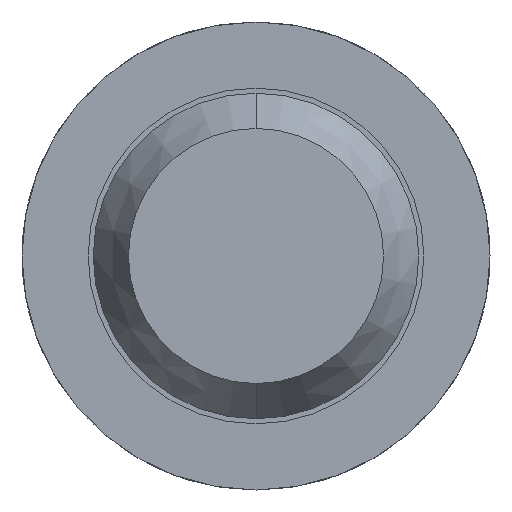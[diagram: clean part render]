
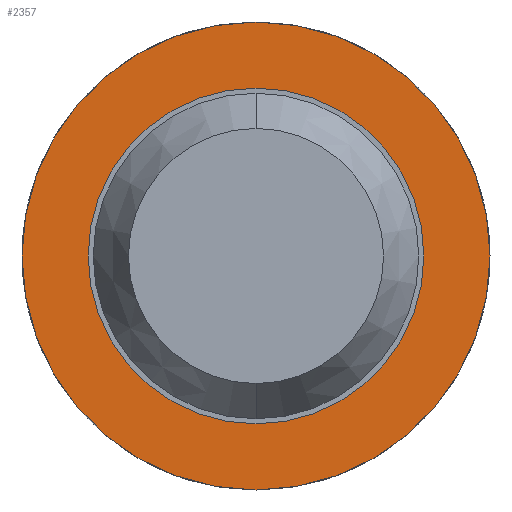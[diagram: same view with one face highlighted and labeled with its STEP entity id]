
A CAD part, front view. The second image highlights one B-rep face of the part: STEP entity #2357.
In plain terms, the highlighted planar face has unit normal (0, -1, 0).
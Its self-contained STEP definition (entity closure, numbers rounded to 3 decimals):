
#224 = FACE_OUTER_BOUND ( 'NONE', #3266, .T. ) ;
#429 = CIRCLE ( 'NONE', #3185, 0.825 ) ;
#547 = ORIENTED_EDGE ( 'NONE', *, *, #866, .T. ) ;
#845 = DIRECTION ( 'NONE',  ( 0., 1., 0. ) ) ;
#846 = CARTESIAN_POINT ( 'NONE',  ( 0., -1.7, 0. ) ) ;
#855 = DIRECTION ( 'NONE',  ( 0., 1., 0. ) ) ;
#866 = EDGE_CURVE ( 'Defeature ausgef�hrt2_14+Defeature ausgef�hrt2_13+Defeature ausgef�hrt2_13+Defeature ausgef�hrt2_13', #2322, #3499, #2965, .T. ) ;
#879 = CARTESIAN_POINT ( 'NONE',  ( 0., -1.7, -1.15 ) ) ;
#1232 = DIRECTION ( 'NONE',  ( 0., 0., 1. ) ) ;
#1421 = VERTEX_POINT ( 'NONE', #4495 ) ;
#1459 = EDGE_LOOP ( 'NONE', ( #547, #1461 ) ) ;
#1461 = ORIENTED_EDGE ( 'NONE', *, *, #4509, .T. ) ;
#1499 = DIRECTION ( 'NONE',  ( 0., 0., 1. ) ) ;
#1968 = DIRECTION ( 'NONE',  ( 0., 1., 0. ) ) ;
#2099 = EDGE_CURVE ( 'Defeature ausgef�hrt2_10+Defeature ausgef�hrt2_14+Defeature ausgef�hrt2_14+Defeature ausgef�hrt2_14', #1421, #3730, #3822, .T. ) ;
#2321 = DIRECTION ( 'NONE',  ( 0., 0., 1. ) ) ;
#2322 = VERTEX_POINT ( 'NONE', #4474 ) ;
#2357 = ADVANCED_FACE ( 'Defeature ausgef�hrt2_14', ( #224, #4061 ), #3794, .F. ) ;
#2402 = ORIENTED_EDGE ( 'NONE', *, *, #2099, .F. ) ;
#2525 = DIRECTION ( 'NONE',  ( 0., 0., 1. ) ) ;
#2743 = ORIENTED_EDGE ( 'NONE', *, *, #3469, .F. ) ;
#2965 = CIRCLE ( 'NONE', #3800, 0.825 ) ;
#3088 = DIRECTION ( 'NONE',  ( 0., 0., 1. ) ) ;
#3099 = AXIS2_PLACEMENT_3D ( 'NONE', #4504, #845, #2321 ) ;
#3155 = AXIS2_PLACEMENT_3D ( 'NONE', #3639, #3258, #2525 ) ;
#3185 = AXIS2_PLACEMENT_3D ( 'NONE', #846, #855, #1232 ) ;
#3258 = DIRECTION ( 'NONE',  ( 0., 1., 0. ) ) ;
#3266 = EDGE_LOOP ( 'NONE', ( #2402, #2743 ) ) ;
#3326 = DIRECTION ( 'NONE',  ( 0., 1., 0. ) ) ;
#3469 = EDGE_CURVE ( 'Defeature ausgef�hrt2_10+Defeature ausgef�hrt2_14+Defeature ausgef�hrt2_14+Defeature ausgef�hrt2_14', #3730, #1421, #3775, .T. ) ;
#3499 = VERTEX_POINT ( 'NONE', #4024 ) ;
#3639 = CARTESIAN_POINT ( 'NONE',  ( 0., -1.7, 0. ) ) ;
#3720 = CARTESIAN_POINT ( 'NONE',  ( 0., -1.7, 0. ) ) ;
#3730 = VERTEX_POINT ( 'NONE', #879 ) ;
#3775 = CIRCLE ( 'NONE', #3155, 1.15 ) ;
#3794 = PLANE ( 'NONE',  #3099 ) ;
#3800 = AXIS2_PLACEMENT_3D ( 'NONE', #3938, #1968, #3088 ) ;
#3822 = CIRCLE ( 'NONE', #3888, 1.15 ) ;
#3888 = AXIS2_PLACEMENT_3D ( 'NONE', #3720, #3326, #1499 ) ;
#3938 = CARTESIAN_POINT ( 'NONE',  ( 0., -1.7, 0. ) ) ;
#4024 = CARTESIAN_POINT ( 'NONE',  ( 0., -1.7, -0.825 ) ) ;
#4061 = FACE_BOUND ( 'NONE', #1459, .T. ) ;
#4474 = CARTESIAN_POINT ( 'NONE',  ( 0., -1.7, 0.825 ) ) ;
#4495 = CARTESIAN_POINT ( 'NONE',  ( 0., -1.7, 1.15 ) ) ;
#4504 = CARTESIAN_POINT ( 'NONE',  ( 0.825, -1.7, 0. ) ) ;
#4509 = EDGE_CURVE ( 'Defeature ausgef�hrt2_14+Defeature ausgef�hrt2_13+Defeature ausgef�hrt2_13+Defeature ausgef�hrt2_13', #3499, #2322, #429, .T. ) ;
